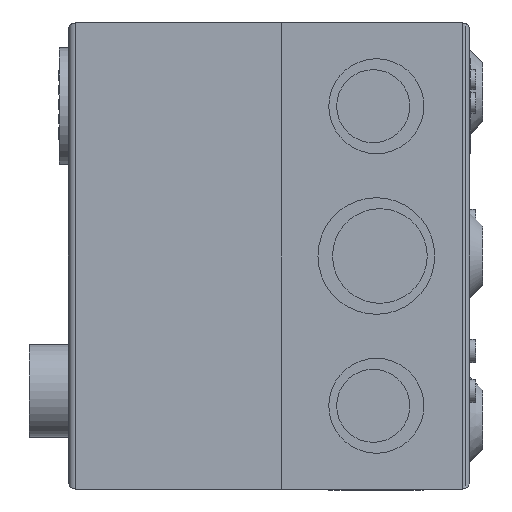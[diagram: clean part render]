
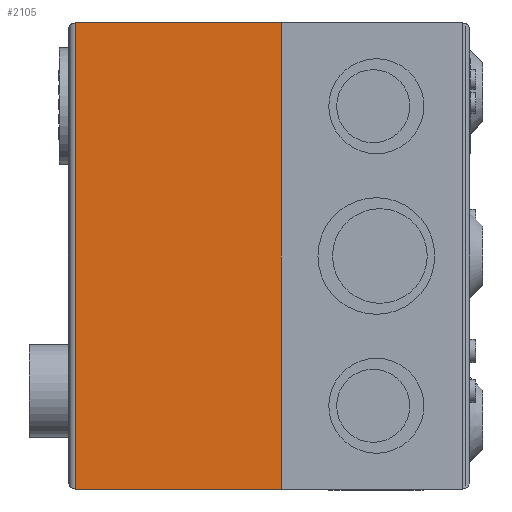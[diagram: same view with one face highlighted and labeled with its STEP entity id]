
A CAD part, left-side view. The second image highlights one B-rep face of the part: STEP entity #2105.
In plain terms, the highlighted planar face has unit normal (-1, 0, 0).
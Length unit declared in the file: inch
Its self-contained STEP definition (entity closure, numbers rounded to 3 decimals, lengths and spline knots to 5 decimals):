
#100 = VERTEX_POINT ( 'NONE', #1969 ) ;
#851 = DIRECTION ( 'NONE',  ( -1., 0., 0. ) ) ;
#1297 = EDGE_CURVE ( 'NONE', #10890, #7993, #9142, .T. ) ;
#1488 = DIRECTION ( 'NONE',  ( 0., 0., 1. ) ) ;
#1572 = EDGE_CURVE ( 'NONE', #10890, #100, #14080, .T. ) ;
#1842 = EDGE_LOOP ( 'NONE', ( #13623, #11996, #6985, #4629 ) ) ;
#1969 = CARTESIAN_POINT ( 'NONE',  ( -5.55104, 1.03019, -2.75591 ) ) ;
#2105 = ADVANCED_FACE ( 'NONE', ( #3013 ), #11934, .T. ) ;
#2191 = CARTESIAN_POINT ( 'NONE',  ( -5.55104, 1.03019, -2.75591 ) ) ;
#3013 = FACE_OUTER_BOUND ( 'NONE', #1842, .T. ) ;
#3353 = CARTESIAN_POINT ( 'NONE',  ( -5.55104, 3.47113, 2.75591 ) ) ;
#3676 = CARTESIAN_POINT ( 'NONE',  ( -5.55104, 1.03019, 2.75591 ) ) ;
#3979 = DIRECTION ( 'NONE',  ( 0., 0., 1. ) ) ;
#4316 = VECTOR ( 'NONE', #1488, 39.37008 ) ;
#4629 = ORIENTED_EDGE ( 'NONE', *, *, #1297, .F. ) ;
#4742 = LINE ( 'NONE', #3676, #7042 ) ;
#5869 = EDGE_CURVE ( 'NONE', #7993, #11115, #4742, .T. ) ;
#6563 = DIRECTION ( 'NONE',  ( 0., 0., 1. ) ) ;
#6985 = ORIENTED_EDGE ( 'NONE', *, *, #5869, .F. ) ;
#7042 = VECTOR ( 'NONE', #13485, 39.37008 ) ;
#7993 = VERTEX_POINT ( 'NONE', #3353 ) ;
#7999 = CARTESIAN_POINT ( 'NONE',  ( -5.55104, 3.47113, 0. ) ) ;
#8039 = VECTOR ( 'NONE', #3979, 39.37008 ) ;
#9142 = LINE ( 'NONE', #7999, #4316 ) ;
#9699 = CARTESIAN_POINT ( 'NONE',  ( -5.55104, 1.03019, -2.75591 ) ) ;
#10105 = DIRECTION ( 'NONE',  ( 0., -1., 0. ) ) ;
#10339 = CARTESIAN_POINT ( 'NONE',  ( -5.55104, 1.03019, 0. ) ) ;
#10386 = CARTESIAN_POINT ( 'NONE',  ( -5.55104, 1.03019, 2.75591 ) ) ;
#10407 = LINE ( 'NONE', #10339, #8039 ) ;
#10789 = EDGE_CURVE ( 'NONE', #100, #11115, #10407, .T. ) ;
#10890 = VERTEX_POINT ( 'NONE', #11908 ) ;
#11115 = VERTEX_POINT ( 'NONE', #10386 ) ;
#11908 = CARTESIAN_POINT ( 'NONE',  ( -5.55104, 3.47113, -2.75591 ) ) ;
#11934 = PLANE ( 'NONE',  #13740 ) ;
#11996 = ORIENTED_EDGE ( 'NONE', *, *, #10789, .T. ) ;
#13485 = DIRECTION ( 'NONE',  ( 0., -1., 0. ) ) ;
#13623 = ORIENTED_EDGE ( 'NONE', *, *, #1572, .T. ) ;
#13740 = AXIS2_PLACEMENT_3D ( 'NONE', #2191, #851, #6563 ) ;
#14080 = LINE ( 'NONE', #9699, #14166 ) ;
#14166 = VECTOR ( 'NONE', #10105, 39.37008 ) ;
